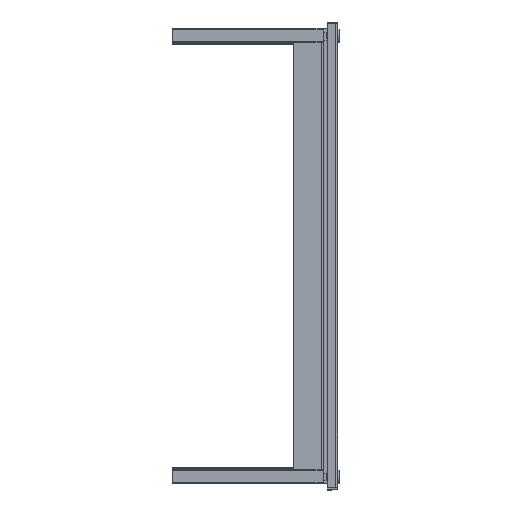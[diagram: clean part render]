
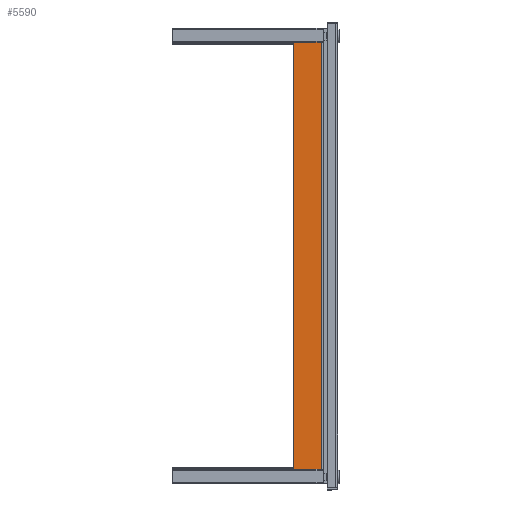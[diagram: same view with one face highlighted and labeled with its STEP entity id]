
A CAD part, top view. The second image highlights one B-rep face of the part: STEP entity #5590.
In plain terms, the highlighted face is planar.
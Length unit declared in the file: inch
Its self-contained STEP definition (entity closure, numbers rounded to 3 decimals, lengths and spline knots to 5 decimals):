
#114 = CARTESIAN_POINT ( 'NONE',  ( -8.137, -7.537, -13.156 ) ) ;
#274 = ORIENTED_EDGE ( 'NONE', *, *, #28060, .T. ) ;
#631 = LINE ( 'NONE', #23340, #13365 ) ;
#665 = VERTEX_POINT ( 'NONE', #9028 ) ;
#766 = EDGE_CURVE ( 'NONE', #1365, #6506, #32126, .T. ) ;
#1143 = DIRECTION ( 'NONE',  ( 0., 1., 0. ) ) ;
#1263 = AXIS2_PLACEMENT_3D ( 'NONE', #15837, #5815, #20723 ) ;
#1365 = VERTEX_POINT ( 'NONE', #7645 ) ;
#1549 = EDGE_CURVE ( 'NONE', #21591, #24595, #631, .T. ) ;
#2218 = DIRECTION ( 'NONE',  ( 1., 0., 0. ) ) ;
#2565 = PLANE ( 'NONE',  #17172 ) ;
#3521 = DIRECTION ( 'NONE',  ( 1., 0., 0. ) ) ;
#3638 = CARTESIAN_POINT ( 'NONE',  ( -8.137, -6.599, 13.156 ) ) ;
#3802 = CARTESIAN_POINT ( 'NONE',  ( -8.137, -7.835, 13.5 ) ) ;
#4048 = VERTEX_POINT ( 'NONE', #3638 ) ;
#5353 = ORIENTED_EDGE ( 'NONE', *, *, #25053, .T. ) ;
#5506 = CARTESIAN_POINT ( 'NONE',  ( -8.137, -7.835, -13.5 ) ) ;
#5536 = CARTESIAN_POINT ( 'NONE',  ( -8.137, -7.835, -13.5 ) ) ;
#5590 = ADVANCED_FACE ( 'NONE', ( #26895, #29222, #27657 ), #2565, .T. ) ;
#5815 = DIRECTION ( 'NONE',  ( 1., 0., 0. ) ) ;
#5841 = VECTOR ( 'NONE', #8386, 39.37008 ) ;
#5873 = ORIENTED_EDGE ( 'NONE', *, *, #24646, .T. ) ;
#6019 = EDGE_LOOP ( 'NONE', ( #8605, #5873, #11592, #26848 ) ) ;
#6309 = EDGE_CURVE ( 'NONE', #18892, #17855, #17242, .T. ) ;
#6506 = VERTEX_POINT ( 'NONE', #21320 ) ;
#7000 = CIRCLE ( 'NONE', #8961, 0.156 ) ;
#7063 = CARTESIAN_POINT ( 'NONE',  ( -8.137, -6.193, -13.5 ) ) ;
#7582 = DIRECTION ( 'NONE',  ( 0., 0., -1. ) ) ;
#7645 = CARTESIAN_POINT ( 'NONE',  ( -8.137, -6.193, 13.5 ) ) ;
#8386 = DIRECTION ( 'NONE',  ( 0., -1., 0. ) ) ;
#8605 = ORIENTED_EDGE ( 'NONE', *, *, #1549, .T. ) ;
#8609 = CARTESIAN_POINT ( 'NONE',  ( -8.137, -6.193, 13.5 ) ) ;
#8961 = AXIS2_PLACEMENT_3D ( 'NONE', #32612, #2218, #19920 ) ;
#9028 = CARTESIAN_POINT ( 'NONE',  ( -8.137, -7.537, 12.844 ) ) ;
#9088 = ORIENTED_EDGE ( 'NONE', *, *, #6309, .T. ) ;
#9381 = DIRECTION ( 'NONE',  ( 0., -1., 0. ) ) ;
#10145 = CARTESIAN_POINT ( 'NONE',  ( -8.137, -6.599, -13.156 ) ) ;
#10241 = CARTESIAN_POINT ( 'NONE',  ( -8.137, -6.193, -13.5 ) ) ;
#10428 = ORIENTED_EDGE ( 'NONE', *, *, #17735, .T. ) ;
#10661 = AXIS2_PLACEMENT_3D ( 'NONE', #23237, #20799, #28095 ) ;
#11356 = EDGE_LOOP ( 'NONE', ( #5353, #16612, #19168, #10428 ) ) ;
#11517 = EDGE_CURVE ( 'NONE', #4048, #29706, #19240, .T. ) ;
#11583 = VECTOR ( 'NONE', #9381, 39.37008 ) ;
#11592 = ORIENTED_EDGE ( 'NONE', *, *, #19063, .T. ) ;
#12160 = LINE ( 'NONE', #23749, #5841 ) ;
#12376 = LINE ( 'NONE', #7063, #11583 ) ;
#13359 = AXIS2_PLACEMENT_3D ( 'NONE', #16207, #3521, #21316 ) ;
#13365 = VECTOR ( 'NONE', #28708, 39.37008 ) ;
#15837 = CARTESIAN_POINT ( 'NONE',  ( -8.137, -6.599, -13. ) ) ;
#16046 = VECTOR ( 'NONE', #25364, 39.37008 ) ;
#16207 = CARTESIAN_POINT ( 'NONE',  ( -8.137, -7.537, 13. ) ) ;
#16251 = EDGE_CURVE ( 'NONE', #29706, #665, #26942, .T. ) ;
#16612 = ORIENTED_EDGE ( 'NONE', *, *, #11517, .T. ) ;
#16748 = LINE ( 'NONE', #28770, #32922 ) ;
#17172 = AXIS2_PLACEMENT_3D ( 'NONE', #10241, #17801, #7582 ) ;
#17242 = LINE ( 'NONE', #5536, #28346 ) ;
#17356 = DIRECTION ( 'NONE',  ( 0., 0., -1. ) ) ;
#17655 = EDGE_LOOP ( 'NONE', ( #274, #9088, #23868, #18566 ) ) ;
#17735 = EDGE_CURVE ( 'NONE', #665, #24194, #16748, .T. ) ;
#17801 = DIRECTION ( 'NONE',  ( -1., 0., 0. ) ) ;
#17855 = VERTEX_POINT ( 'NONE', #3802 ) ;
#18378 = CARTESIAN_POINT ( 'NONE',  ( -8.137, -7.537, -12.844 ) ) ;
#18566 = ORIENTED_EDGE ( 'NONE', *, *, #766, .T. ) ;
#18892 = VERTEX_POINT ( 'NONE', #5506 ) ;
#19063 = EDGE_CURVE ( 'NONE', #28301, #19577, #12160, .T. ) ;
#19168 = ORIENTED_EDGE ( 'NONE', *, *, #16251, .T. ) ;
#19186 = CARTESIAN_POINT ( 'NONE',  ( -8.137, -7.537, 13.156 ) ) ;
#19240 = LINE ( 'NONE', #23025, #16046 ) ;
#19577 = VERTEX_POINT ( 'NONE', #18378 ) ;
#19920 = DIRECTION ( 'NONE',  ( 0., 0., 1. ) ) ;
#20723 = DIRECTION ( 'NONE',  ( 0., 0., 1. ) ) ;
#20799 = DIRECTION ( 'NONE',  ( 1., 0., 0. ) ) ;
#20914 = CIRCLE ( 'NONE', #10661, 0.156 ) ;
#21316 = DIRECTION ( 'NONE',  ( 0., 0., 1. ) ) ;
#21320 = CARTESIAN_POINT ( 'NONE',  ( -8.137, -6.193, -13.5 ) ) ;
#21591 = VERTEX_POINT ( 'NONE', #114 ) ;
#23025 = CARTESIAN_POINT ( 'NONE',  ( -8.137, -6.193, 13.156 ) ) ;
#23237 = CARTESIAN_POINT ( 'NONE',  ( -8.137, -6.599, 13. ) ) ;
#23340 = CARTESIAN_POINT ( 'NONE',  ( -8.137, -6.193, -13.156 ) ) ;
#23711 = CARTESIAN_POINT ( 'NONE',  ( -8.137, -6.599, 12.844 ) ) ;
#23749 = CARTESIAN_POINT ( 'NONE',  ( -8.137, -6.193, -12.844 ) ) ;
#23791 = EDGE_CURVE ( 'NONE', #17855, #1365, #25811, .T. ) ;
#23868 = ORIENTED_EDGE ( 'NONE', *, *, #23791, .T. ) ;
#24194 = VERTEX_POINT ( 'NONE', #23711 ) ;
#24595 = VERTEX_POINT ( 'NONE', #10145 ) ;
#24646 = EDGE_CURVE ( 'NONE', #24595, #28301, #31235, .T. ) ;
#25014 = EDGE_CURVE ( 'NONE', #19577, #21591, #7000, .T. ) ;
#25015 = VECTOR ( 'NONE', #26519, 39.37008 ) ;
#25053 = EDGE_CURVE ( 'NONE', #24194, #4048, #20914, .T. ) ;
#25364 = DIRECTION ( 'NONE',  ( 0., -1., 0. ) ) ;
#25782 = DIRECTION ( 'NONE',  ( 0., 0., 1. ) ) ;
#25811 = LINE ( 'NONE', #8609, #25015 ) ;
#26519 = DIRECTION ( 'NONE',  ( 0., 1., 0. ) ) ;
#26848 = ORIENTED_EDGE ( 'NONE', *, *, #25014, .T. ) ;
#26895 = FACE_OUTER_BOUND ( 'NONE', #17655, .T. ) ;
#26942 = CIRCLE ( 'NONE', #13359, 0.156 ) ;
#27580 = CARTESIAN_POINT ( 'NONE',  ( -8.137, -6.193, -13.5 ) ) ;
#27657 = FACE_BOUND ( 'NONE', #11356, .T. ) ;
#28060 = EDGE_CURVE ( 'NONE', #6506, #18892, #12376, .T. ) ;
#28095 = DIRECTION ( 'NONE',  ( 0., 0., 1. ) ) ;
#28301 = VERTEX_POINT ( 'NONE', #30308 ) ;
#28346 = VECTOR ( 'NONE', #25782, 39.37008 ) ;
#28708 = DIRECTION ( 'NONE',  ( 0., 1., 0. ) ) ;
#28770 = CARTESIAN_POINT ( 'NONE',  ( -8.137, -6.193, 12.844 ) ) ;
#29222 = FACE_BOUND ( 'NONE', #6019, .T. ) ;
#29706 = VERTEX_POINT ( 'NONE', #19186 ) ;
#30308 = CARTESIAN_POINT ( 'NONE',  ( -8.137, -6.599, -12.844 ) ) ;
#31235 = CIRCLE ( 'NONE', #1263, 0.156 ) ;
#32126 = LINE ( 'NONE', #27580, #32901 ) ;
#32612 = CARTESIAN_POINT ( 'NONE',  ( -8.137, -7.537, -13. ) ) ;
#32901 = VECTOR ( 'NONE', #17356, 39.37008 ) ;
#32922 = VECTOR ( 'NONE', #1143, 39.37008 ) ;
